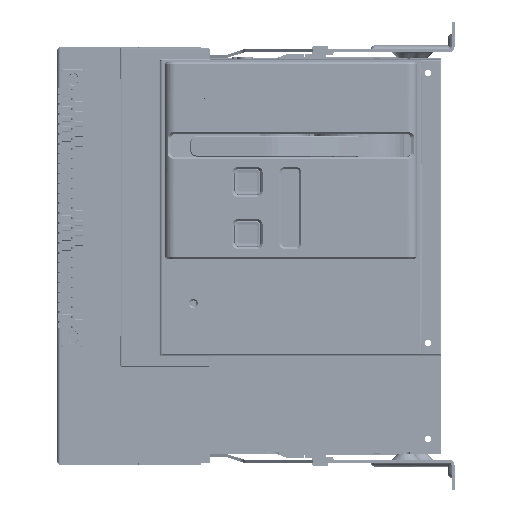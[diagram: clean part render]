
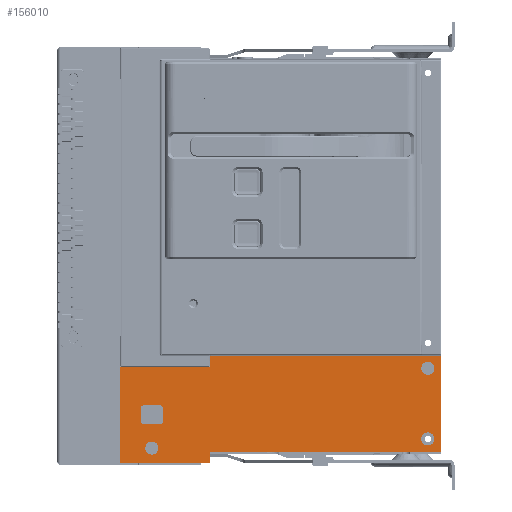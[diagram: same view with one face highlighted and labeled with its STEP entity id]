
A CAD part, left-side view. The second image highlights one B-rep face of the part: STEP entity #156010.
In plain terms, the highlighted planar face has unit normal (-1, 0, 0).
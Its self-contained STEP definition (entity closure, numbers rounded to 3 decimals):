
#1674=DIRECTION('',(0.,0.,1.));
#1675=VECTOR('',#1674,95.);
#1676=CARTESIAN_POINT('',(-67.,0.,-193.5));
#1677=LINE('',#1676,#1675);
#7015=DIRECTION('',(0.,-1.,0.));
#7016=VECTOR('',#7015,88.5);
#7017=CARTESIAN_POINT('',(-67.,318.,-204.5));
#7018=LINE('',#7017,#7016);
#7019=DIRECTION('',(0.,0.,-1.));
#7020=VECTOR('',#7019,95.);
#7021=CARTESIAN_POINT('',(-67.,318.,-109.5));
#7022=LINE('',#7021,#7020);
#7027=DIRECTION('',(0.,1.,0.));
#7028=VECTOR('',#7027,89.);
#7029=CARTESIAN_POINT('',(-67.,229.,-109.5));
#7030=LINE('',#7029,#7028);
#7245=DIRECTION('',(0.,1.,0.));
#7246=VECTOR('',#7245,229.);
#7247=CARTESIAN_POINT('',(-67.,0.,-98.5));
#7248=LINE('',#7247,#7246);
#47901=DIRECTION('',(0.,-1.,0.));
#47902=VECTOR('',#47901,227.);
#47903=CARTESIAN_POINT('',(-67.,227.,-193.5));
#47904=LINE('',#47903,#47902);
#51361=DIRECTION('',(0.,0.,1.));
#51362=VECTOR('',#51361,8.5);
#51363=CARTESIAN_POINT('',(-67.,229.,-204.));
#51364=LINE('',#51363,#51362);
#51373=CARTESIAN_POINT('',(-67.,229.5,-204.));
#51374=DIRECTION('',(1.,0.,0.));
#51375=DIRECTION('',(0.,-1.,0.));
#51376=AXIS2_PLACEMENT_3D('',#51373,#51374,#51375);
#51378=CARTESIAN_POINT('',(-67.,227.,-195.5));
#51379=DIRECTION('',(-1.,0.,0.));
#51380=DIRECTION('',(0.,0.,1.));
#51381=AXIS2_PLACEMENT_3D('',#51378,#51379,#51380);
#51383=CARTESIAN_POINT('',(-67.,286.5,-190.));
#51384=DIRECTION('',(-1.,0.,0.));
#51385=DIRECTION('',(0.,-1.,0.));
#51386=AXIS2_PLACEMENT_3D('',#51383,#51384,#51385);
#51388=CARTESIAN_POINT('',(-67.,286.5,-190.));
#51389=DIRECTION('',(-1.,0.,0.));
#51390=DIRECTION('',(0.,1.,0.));
#51391=AXIS2_PLACEMENT_3D('',#51388,#51389,#51390);
#51393=CARTESIAN_POINT('',(-67.,13.5,-181.));
#51394=DIRECTION('',(-1.,0.,0.));
#51395=DIRECTION('',(0.,-1.,0.));
#51396=AXIS2_PLACEMENT_3D('',#51393,#51394,#51395);
#51398=CARTESIAN_POINT('',(-67.,13.5,-181.));
#51399=DIRECTION('',(-1.,0.,0.));
#51400=DIRECTION('',(0.,1.,0.));
#51401=AXIS2_PLACEMENT_3D('',#51398,#51399,#51400);
#51403=CARTESIAN_POINT('',(-67.,13.5,-111.));
#51404=DIRECTION('',(-1.,0.,0.));
#51405=DIRECTION('',(0.,-1.,0.));
#51406=AXIS2_PLACEMENT_3D('',#51403,#51404,#51405);
#51408=CARTESIAN_POINT('',(-67.,13.5,-111.));
#51409=DIRECTION('',(-1.,0.,0.));
#51410=DIRECTION('',(0.,1.,0.));
#51411=AXIS2_PLACEMENT_3D('',#51408,#51409,#51410);
#51413=CARTESIAN_POINT('',(-67.,294.1,-163.1));
#51414=DIRECTION('',(-1.,0.,0.));
#51415=DIRECTION('',(0.,1.,0.));
#51416=AXIS2_PLACEMENT_3D('',#51413,#51414,#51415);
#51418=CARTESIAN_POINT('',(-67.,278.9,-163.1));
#51419=DIRECTION('',(-1.,0.,0.));
#51420=DIRECTION('',(0.,0.,-1.));
#51421=AXIS2_PLACEMENT_3D('',#51418,#51419,#51420);
#51423=CARTESIAN_POINT('',(-67.,278.9,-150.9));
#51424=DIRECTION('',(-1.,0.,0.));
#51425=DIRECTION('',(0.,-1.,0.));
#51426=AXIS2_PLACEMENT_3D('',#51423,#51424,#51425);
#51428=CARTESIAN_POINT('',(-67.,294.1,-150.9));
#51429=DIRECTION('',(-1.,0.,0.));
#51430=DIRECTION('',(0.,0.,1.));
#51431=AXIS2_PLACEMENT_3D('',#51428,#51429,#51430);
#51437=DIRECTION('',(0.,0.,-1.));
#51438=VECTOR('',#51437,11.);
#51439=CARTESIAN_POINT('',(-67.,229.,-98.5));
#51440=LINE('',#51439,#51438);
#52038=DIRECTION('',(0.,0.,1.));
#52039=VECTOR('',#52038,12.2);
#52040=CARTESIAN_POINT('',(-67.,297.5,-163.1));
#52041=LINE('',#52040,#52039);
#52050=DIRECTION('',(0.,-1.,0.));
#52051=VECTOR('',#52050,15.2);
#52052=CARTESIAN_POINT('',(-67.,294.1,-147.5));
#52053=LINE('',#52052,#52051);
#52062=DIRECTION('',(0.,0.,-1.));
#52063=VECTOR('',#52062,12.2);
#52064=CARTESIAN_POINT('',(-67.,275.5,-150.9));
#52065=LINE('',#52064,#52063);
#52074=DIRECTION('',(0.,1.,0.));
#52075=VECTOR('',#52074,15.2);
#52076=CARTESIAN_POINT('',(-67.,278.9,-166.5));
#52077=LINE('',#52076,#52075);
#74797=CARTESIAN_POINT('',(-67.,0.,-193.5));
#74798=CARTESIAN_POINT('',(-67.,0.,-98.5));
#74799=VERTEX_POINT('',#74797);
#74800=VERTEX_POINT('',#74798);
#74885=CARTESIAN_POINT('',(-67.,227.,-193.5));
#74887=VERTEX_POINT('',#74885);
#74891=CARTESIAN_POINT('',(-67.,229.,-195.5));
#74892=VERTEX_POINT('',#74891);
#74921=CARTESIAN_POINT('',(-67.,229.5,-204.5));
#74922=VERTEX_POINT('',#74921);
#74923=CARTESIAN_POINT('',(-67.,229.,-204.));
#74924=VERTEX_POINT('',#74923);
#74925=CARTESIAN_POINT('',(-67.,318.,-204.5));
#74926=VERTEX_POINT('',#74925);
#74927=CARTESIAN_POINT('',(-67.,318.,-109.5));
#74928=VERTEX_POINT('',#74927);
#74933=CARTESIAN_POINT('',(-67.,229.,-109.5));
#74934=VERTEX_POINT('',#74933);
#75292=CARTESIAN_POINT('',(-67.,229.,-98.5));
#75293=VERTEX_POINT('',#75292);
#75294=CARTESIAN_POINT('',(-67.,280.,-190.));
#75295=CARTESIAN_POINT('',(-67.,293.,-190.));
#75296=VERTEX_POINT('',#75294);
#75297=VERTEX_POINT('',#75295);
#75298=CARTESIAN_POINT('',(-67.,7.,-181.));
#75299=CARTESIAN_POINT('',(-67.,20.,-181.));
#75300=VERTEX_POINT('',#75298);
#75301=VERTEX_POINT('',#75299);
#75302=CARTESIAN_POINT('',(-67.,7.,-111.));
#75303=CARTESIAN_POINT('',(-67.,20.,-111.));
#75304=VERTEX_POINT('',#75302);
#75305=VERTEX_POINT('',#75303);
#75306=CARTESIAN_POINT('',(-67.,297.5,-163.1));
#75307=CARTESIAN_POINT('',(-67.,294.1,-166.5));
#75308=VERTEX_POINT('',#75306);
#75309=VERTEX_POINT('',#75307);
#75310=CARTESIAN_POINT('',(-67.,278.9,-166.5));
#75311=VERTEX_POINT('',#75310);
#75312=CARTESIAN_POINT('',(-67.,275.5,-163.1));
#75313=VERTEX_POINT('',#75312);
#75314=CARTESIAN_POINT('',(-67.,275.5,-150.9));
#75315=VERTEX_POINT('',#75314);
#75316=CARTESIAN_POINT('',(-67.,278.9,-147.5));
#75317=VERTEX_POINT('',#75316);
#75318=CARTESIAN_POINT('',(-67.,294.1,-147.5));
#75319=VERTEX_POINT('',#75318);
#75320=CARTESIAN_POINT('',(-67.,297.5,-150.9));
#75321=VERTEX_POINT('',#75320);
#155956=CARTESIAN_POINT('',(-67.,208.69,-161.53));
#155957=DIRECTION('',(-1.,0.,0.));
#155958=DIRECTION('',(0.,-1.,0.));
#155959=AXIS2_PLACEMENT_3D('',#155956,#155957,#155958);
#155960=PLANE('',#155959);
#155961=ORIENTED_EDGE('',*,*,#155950,.T.);
#155962=ORIENTED_EDGE('',*,*,#96370,.F.);
#155963=ORIENTED_EDGE('',*,*,#96386,.F.);
#155964=ORIENTED_EDGE('',*,*,#96404,.F.);
#155966=ORIENTED_EDGE('',*,*,#155965,.F.);
#155967=ORIENTED_EDGE('',*,*,#96609,.F.);
#155968=ORIENTED_EDGE('',*,*,#89034,.F.);
#155969=ORIENTED_EDGE('',*,*,#148260,.F.);
#155970=ORIENTED_EDGE('',*,*,#155924,.T.);
#155971=ORIENTED_EDGE('',*,*,#155936,.F.);
#155972=EDGE_LOOP('',(#155961,#155962,#155963,#155964,#155966,#155967,#155968,
#155969,#155970,#155971));
#155973=FACE_OUTER_BOUND('',#155972,.F.);
#155975=ORIENTED_EDGE('',*,*,#155974,.T.);
#155977=ORIENTED_EDGE('',*,*,#155976,.T.);
#155978=EDGE_LOOP('',(#155975,#155977));
#155979=FACE_BOUND('',#155978,.F.);
#155981=ORIENTED_EDGE('',*,*,#155980,.T.);
#155983=ORIENTED_EDGE('',*,*,#155982,.T.);
#155984=EDGE_LOOP('',(#155981,#155983));
#155985=FACE_BOUND('',#155984,.F.);
#155987=ORIENTED_EDGE('',*,*,#155986,.T.);
#155989=ORIENTED_EDGE('',*,*,#155988,.T.);
#155990=EDGE_LOOP('',(#155987,#155989));
#155991=FACE_BOUND('',#155990,.F.);
#155993=ORIENTED_EDGE('',*,*,#155992,.T.);
#155995=ORIENTED_EDGE('',*,*,#155994,.F.);
#155997=ORIENTED_EDGE('',*,*,#155996,.T.);
#155999=ORIENTED_EDGE('',*,*,#155998,.F.);
#156001=ORIENTED_EDGE('',*,*,#156000,.T.);
#156003=ORIENTED_EDGE('',*,*,#156002,.F.);
#156005=ORIENTED_EDGE('',*,*,#156004,.T.);
#156007=ORIENTED_EDGE('',*,*,#156006,.F.);
#156008=EDGE_LOOP('',(#155993,#155995,#155997,#155999,#156001,#156003,#156005,
#156007));
#156009=FACE_BOUND('',#156008,.F.);
#156010=ADVANCED_FACE('',(#155973,#155979,#155985,#155991,#156009),#155960,.T.);
#51377=CIRCLE('',#51376,0.5);
#51382=CIRCLE('',#51381,2.);
#51387=CIRCLE('',#51386,6.5);
#51392=CIRCLE('',#51391,6.5);
#51397=CIRCLE('',#51396,6.5);
#51402=CIRCLE('',#51401,6.5);
#51407=CIRCLE('',#51406,6.5);
#51412=CIRCLE('',#51411,6.5);
#51417=CIRCLE('',#51416,3.4);
#51422=CIRCLE('',#51421,3.4);
#51427=CIRCLE('',#51426,3.4);
#51432=CIRCLE('',#51431,3.4);
#89034=EDGE_CURVE('',#74799,#74800,#1677,.T.);
#96370=EDGE_CURVE('',#74926,#74922,#7018,.T.);
#96386=EDGE_CURVE('',#74928,#74926,#7022,.T.);
#96404=EDGE_CURVE('',#74934,#74928,#7030,.T.);
#96609=EDGE_CURVE('',#74800,#75293,#7248,.T.);
#148260=EDGE_CURVE('',#74887,#74799,#47904,.T.);
#155924=EDGE_CURVE('',#74887,#74892,#51382,.T.);
#155936=EDGE_CURVE('',#74924,#74892,#51364,.T.);
#155950=EDGE_CURVE('',#74924,#74922,#51377,.T.);
#155965=EDGE_CURVE('',#75293,#74934,#51440,.T.);
#155974=EDGE_CURVE('',#75296,#75297,#51387,.T.);
#155976=EDGE_CURVE('',#75297,#75296,#51392,.T.);
#155980=EDGE_CURVE('',#75300,#75301,#51397,.T.);
#155982=EDGE_CURVE('',#75301,#75300,#51402,.T.);
#155986=EDGE_CURVE('',#75304,#75305,#51407,.T.);
#155988=EDGE_CURVE('',#75305,#75304,#51412,.T.);
#155992=EDGE_CURVE('',#75308,#75309,#51417,.T.);
#155994=EDGE_CURVE('',#75311,#75309,#52077,.T.);
#155996=EDGE_CURVE('',#75311,#75313,#51422,.T.);
#155998=EDGE_CURVE('',#75315,#75313,#52065,.T.);
#156000=EDGE_CURVE('',#75315,#75317,#51427,.T.);
#156002=EDGE_CURVE('',#75319,#75317,#52053,.T.);
#156004=EDGE_CURVE('',#75319,#75321,#51432,.T.);
#156006=EDGE_CURVE('',#75308,#75321,#52041,.T.);
